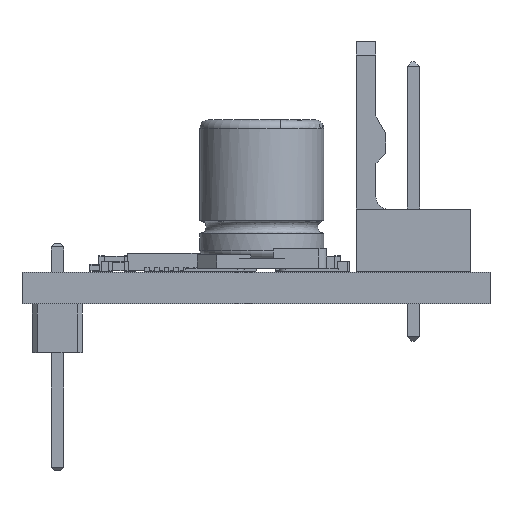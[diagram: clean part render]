
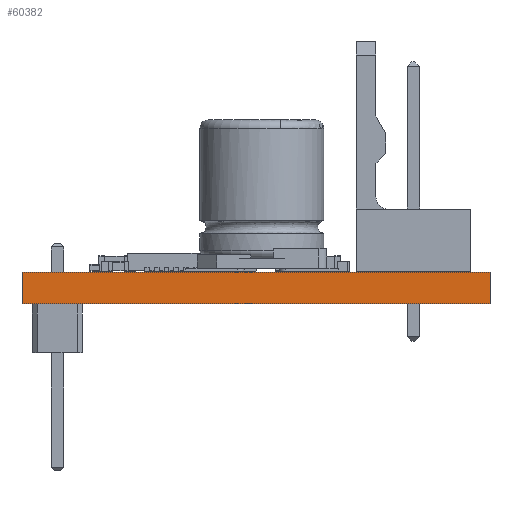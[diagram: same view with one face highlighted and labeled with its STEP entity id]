
A CAD part, front view. The second image highlights one B-rep face of the part: STEP entity #60382.
In plain terms, the highlighted planar face has unit normal (0, -1, 0).
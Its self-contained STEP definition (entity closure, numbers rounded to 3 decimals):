
#60382 = ADVANCED_FACE('',(#60383),#60397,.T.);
#60383 = FACE_BOUND('',#60384,.T.);
#60384 = EDGE_LOOP('',(#60385,#60420,#60448,#60476));
#60385 = ORIENTED_EDGE('',*,*,#60386,.T.);
#60386 = EDGE_CURVE('',#60387,#60389,#60391,.T.);
#60387 = VERTEX_POINT('',#60388);
#60388 = CARTESIAN_POINT('',(23.8,0.,0.));
#60389 = VERTEX_POINT('',#60390);
#60390 = CARTESIAN_POINT('',(23.8,0.,1.6));
#60391 = SURFACE_CURVE('',#60392,(#60396,#60408),.PCURVE_S1.);
#60392 = LINE('',#60393,#60394);
#60393 = CARTESIAN_POINT('',(23.8,0.,0.));
#60394 = VECTOR('',#60395,1.);
#60395 = DIRECTION('',(0.,0.,1.));
#60396 = PCURVE('',#60397,#60402);
#60397 = PLANE('',#60398);
#60398 = AXIS2_PLACEMENT_3D('',#60399,#60400,#60401);
#60399 = CARTESIAN_POINT('',(23.8,0.,0.));
#60400 = DIRECTION('',(0.,-1.,0.));
#60401 = DIRECTION('',(-1.,0.,0.));
#60402 = DEFINITIONAL_REPRESENTATION('',(#60403),#60407);
#60403 = LINE('',#60404,#60405);
#60404 = CARTESIAN_POINT('',(0.,0.));
#60405 = VECTOR('',#60406,1.);
#60406 = DIRECTION('',(0.,-1.));
#60407 = ( GEOMETRIC_REPRESENTATION_CONTEXT(2) 
PARAMETRIC_REPRESENTATION_CONTEXT() REPRESENTATION_CONTEXT('2D SPACE',''
  ) );
#60408 = PCURVE('',#60409,#60414);
#60409 = PLANE('',#60410);
#60410 = AXIS2_PLACEMENT_3D('',#60411,#60412,#60413);
#60411 = CARTESIAN_POINT('',(23.8,41.3,0.));
#60412 = DIRECTION('',(1.,0.,0.));
#60413 = DIRECTION('',(0.,-1.,0.));
#60414 = DEFINITIONAL_REPRESENTATION('',(#60415),#60419);
#60415 = LINE('',#60416,#60417);
#60416 = CARTESIAN_POINT('',(41.3,0.));
#60417 = VECTOR('',#60418,1.);
#60418 = DIRECTION('',(0.,-1.));
#60419 = ( GEOMETRIC_REPRESENTATION_CONTEXT(2) 
PARAMETRIC_REPRESENTATION_CONTEXT() REPRESENTATION_CONTEXT('2D SPACE',''
  ) );
#60420 = ORIENTED_EDGE('',*,*,#60421,.T.);
#60421 = EDGE_CURVE('',#60389,#60422,#60424,.T.);
#60422 = VERTEX_POINT('',#60423);
#60423 = CARTESIAN_POINT('',(0.,0.,1.6));
#60424 = SURFACE_CURVE('',#60425,(#60429,#60436),.PCURVE_S1.);
#60425 = LINE('',#60426,#60427);
#60426 = CARTESIAN_POINT('',(23.8,0.,1.6));
#60427 = VECTOR('',#60428,1.);
#60428 = DIRECTION('',(-1.,0.,0.));
#60429 = PCURVE('',#60397,#60430);
#60430 = DEFINITIONAL_REPRESENTATION('',(#60431),#60435);
#60431 = LINE('',#60432,#60433);
#60432 = CARTESIAN_POINT('',(0.,-1.6));
#60433 = VECTOR('',#60434,1.);
#60434 = DIRECTION('',(1.,0.));
#60435 = ( GEOMETRIC_REPRESENTATION_CONTEXT(2) 
PARAMETRIC_REPRESENTATION_CONTEXT() REPRESENTATION_CONTEXT('2D SPACE',''
  ) );
#60436 = PCURVE('',#60437,#60442);
#60437 = PLANE('',#60438);
#60438 = AXIS2_PLACEMENT_3D('',#60439,#60440,#60441);
#60439 = CARTESIAN_POINT('',(11.9,20.65,1.6));
#60440 = DIRECTION('',(0.,0.,-1.));
#60441 = DIRECTION('',(-1.,0.,0.));
#60442 = DEFINITIONAL_REPRESENTATION('',(#60443),#60447);
#60443 = LINE('',#60444,#60445);
#60444 = CARTESIAN_POINT('',(-11.9,-20.65));
#60445 = VECTOR('',#60446,1.);
#60446 = DIRECTION('',(1.,0.));
#60447 = ( GEOMETRIC_REPRESENTATION_CONTEXT(2) 
PARAMETRIC_REPRESENTATION_CONTEXT() REPRESENTATION_CONTEXT('2D SPACE',''
  ) );
#60448 = ORIENTED_EDGE('',*,*,#60449,.F.);
#60449 = EDGE_CURVE('',#60450,#60422,#60452,.T.);
#60450 = VERTEX_POINT('',#60451);
#60451 = CARTESIAN_POINT('',(0.,0.,0.));
#60452 = SURFACE_CURVE('',#60453,(#60457,#60464),.PCURVE_S1.);
#60453 = LINE('',#60454,#60455);
#60454 = CARTESIAN_POINT('',(0.,0.,0.));
#60455 = VECTOR('',#60456,1.);
#60456 = DIRECTION('',(0.,0.,1.));
#60457 = PCURVE('',#60397,#60458);
#60458 = DEFINITIONAL_REPRESENTATION('',(#60459),#60463);
#60459 = LINE('',#60460,#60461);
#60460 = CARTESIAN_POINT('',(23.8,0.));
#60461 = VECTOR('',#60462,1.);
#60462 = DIRECTION('',(0.,-1.));
#60463 = ( GEOMETRIC_REPRESENTATION_CONTEXT(2) 
PARAMETRIC_REPRESENTATION_CONTEXT() REPRESENTATION_CONTEXT('2D SPACE',''
  ) );
#60464 = PCURVE('',#60465,#60470);
#60465 = PLANE('',#60466);
#60466 = AXIS2_PLACEMENT_3D('',#60467,#60468,#60469);
#60467 = CARTESIAN_POINT('',(0.,0.,0.));
#60468 = DIRECTION('',(-1.,0.,0.));
#60469 = DIRECTION('',(0.,1.,0.));
#60470 = DEFINITIONAL_REPRESENTATION('',(#60471),#60475);
#60471 = LINE('',#60472,#60473);
#60472 = CARTESIAN_POINT('',(0.,0.));
#60473 = VECTOR('',#60474,1.);
#60474 = DIRECTION('',(0.,-1.));
#60475 = ( GEOMETRIC_REPRESENTATION_CONTEXT(2) 
PARAMETRIC_REPRESENTATION_CONTEXT() REPRESENTATION_CONTEXT('2D SPACE',''
  ) );
#60476 = ORIENTED_EDGE('',*,*,#60477,.F.);
#60477 = EDGE_CURVE('',#60387,#60450,#60478,.T.);
#60478 = SURFACE_CURVE('',#60479,(#60483,#60490),.PCURVE_S1.);
#60479 = LINE('',#60480,#60481);
#60480 = CARTESIAN_POINT('',(23.8,0.,0.));
#60481 = VECTOR('',#60482,1.);
#60482 = DIRECTION('',(-1.,0.,0.));
#60483 = PCURVE('',#60397,#60484);
#60484 = DEFINITIONAL_REPRESENTATION('',(#60485),#60489);
#60485 = LINE('',#60486,#60487);
#60486 = CARTESIAN_POINT('',(0.,0.));
#60487 = VECTOR('',#60488,1.);
#60488 = DIRECTION('',(1.,0.));
#60489 = ( GEOMETRIC_REPRESENTATION_CONTEXT(2) 
PARAMETRIC_REPRESENTATION_CONTEXT() REPRESENTATION_CONTEXT('2D SPACE',''
  ) );
#60490 = PCURVE('',#60491,#60496);
#60491 = PLANE('',#60492);
#60492 = AXIS2_PLACEMENT_3D('',#60493,#60494,#60495);
#60493 = CARTESIAN_POINT('',(11.9,20.65,0.));
#60494 = DIRECTION('',(0.,0.,-1.));
#60495 = DIRECTION('',(-1.,0.,0.));
#60496 = DEFINITIONAL_REPRESENTATION('',(#60497),#60501);
#60497 = LINE('',#60498,#60499);
#60498 = CARTESIAN_POINT('',(-11.9,-20.65));
#60499 = VECTOR('',#60500,1.);
#60500 = DIRECTION('',(1.,0.));
#60501 = ( GEOMETRIC_REPRESENTATION_CONTEXT(2) 
PARAMETRIC_REPRESENTATION_CONTEXT() REPRESENTATION_CONTEXT('2D SPACE',''
  ) );
